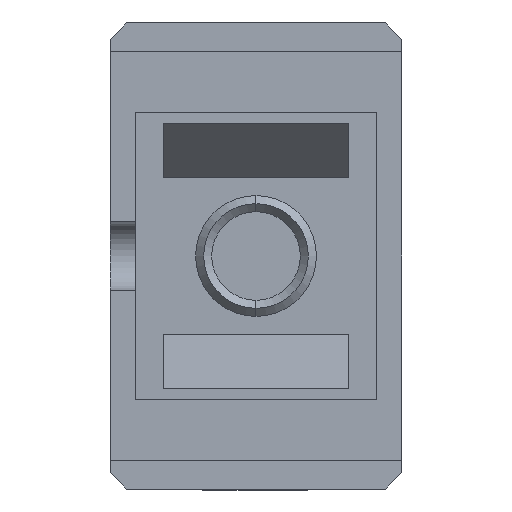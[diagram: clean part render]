
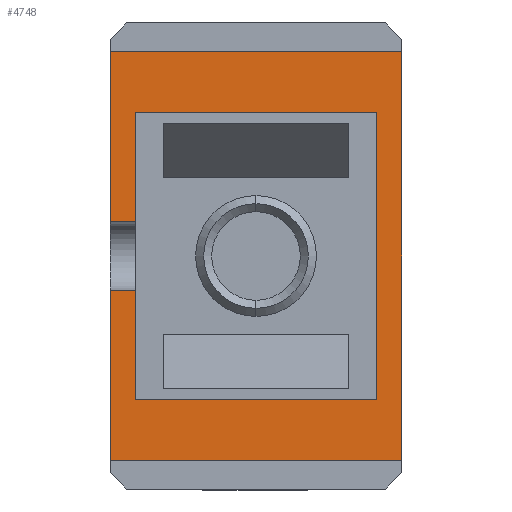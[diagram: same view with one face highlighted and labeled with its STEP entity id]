
A CAD part, front view. The second image highlights one B-rep face of the part: STEP entity #4748.
In plain terms, the highlighted planar face has unit normal (0, -1, 0).
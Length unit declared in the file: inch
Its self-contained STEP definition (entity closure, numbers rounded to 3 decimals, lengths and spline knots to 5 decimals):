
#330 = VERTEX_POINT ( 'NONE', #900 ) ;
#410 = CARTESIAN_POINT ( 'NONE',  ( -0.15, -0.54206, -0.178 ) ) ;
#509 = EDGE_CURVE ( 'NONE', #5755, #330, #1243, .T. ) ;
#516 = CARTESIAN_POINT ( 'NONE',  ( -0.1811, -0.54206, -0.0425 ) ) ;
#614 = LINE ( 'NONE', #4005, #1367 ) ;
#718 = CARTESIAN_POINT ( 'NONE',  ( -0.1811, -0.54206, -0.25394 ) ) ;
#736 = VECTOR ( 'NONE', #908, 39.37008 ) ;
#742 = EDGE_CURVE ( 'NONE', #4902, #3032, #5731, .T. ) ;
#788 = ORIENTED_EDGE ( 'NONE', *, *, #7044, .T. ) ;
#806 = DIRECTION ( 'NONE',  ( 0., 0., 1. ) ) ;
#900 = CARTESIAN_POINT ( 'NONE',  ( -0.1811, -0.54206, 0.0425 ) ) ;
#908 = DIRECTION ( 'NONE',  ( 0., 0., -1. ) ) ;
#933 = LINE ( 'NONE', #2610, #7138 ) ;
#942 = LINE ( 'NONE', #3836, #736 ) ;
#1044 = VERTEX_POINT ( 'NONE', #1147 ) ;
#1147 = CARTESIAN_POINT ( 'NONE',  ( -0.15, -0.54206, 0.178 ) ) ;
#1200 = CARTESIAN_POINT ( 'NONE',  ( 0.16373, -0.54206, 0.0425 ) ) ;
#1234 = CARTESIAN_POINT ( 'NONE',  ( 0.1811, -0.54206, 0.25394 ) ) ;
#1243 = LINE ( 'NONE', #1200, #3131 ) ;
#1367 = VECTOR ( 'NONE', #6849, 39.37008 ) ;
#1502 = EDGE_CURVE ( 'NONE', #3588, #6868, #933, .T. ) ;
#1532 = CARTESIAN_POINT ( 'NONE',  ( 0.1811, -0.54206, -0.25394 ) ) ;
#1742 = DIRECTION ( 'NONE',  ( 1., 0., 0. ) ) ;
#1929 = ORIENTED_EDGE ( 'NONE', *, *, #5052, .F. ) ;
#2055 = EDGE_CURVE ( 'NONE', #3032, #3648, #2644, .T. ) ;
#2542 = DIRECTION ( 'NONE',  ( 0., 0., 1. ) ) ;
#2549 = EDGE_CURVE ( 'NONE', #2591, #3588, #3802, .T. ) ;
#2591 = VERTEX_POINT ( 'NONE', #410 ) ;
#2610 = CARTESIAN_POINT ( 'NONE',  ( 0.16373, -0.54206, -0.0425 ) ) ;
#2644 = LINE ( 'NONE', #5075, #7033 ) ;
#2863 = VERTEX_POINT ( 'NONE', #6818 ) ;
#2952 = CARTESIAN_POINT ( 'NONE',  ( -0.1811, -0.54206, -0.25394 ) ) ;
#3032 = VERTEX_POINT ( 'NONE', #1234 ) ;
#3067 = FACE_OUTER_BOUND ( 'NONE', #6195, .T. ) ;
#3131 = VECTOR ( 'NONE', #5085, 39.37008 ) ;
#3150 = ORIENTED_EDGE ( 'NONE', *, *, #509, .F. ) ;
#3319 = CARTESIAN_POINT ( 'NONE',  ( -0.1811, -0.54206, -0.25394 ) ) ;
#3346 = VECTOR ( 'NONE', #806, 39.37008 ) ;
#3364 = VECTOR ( 'NONE', #7526, 39.37008 ) ;
#3423 = LINE ( 'NONE', #5707, #4833 ) ;
#3563 = EDGE_CURVE ( 'NONE', #5755, #1044, #4836, .T. ) ;
#3588 = VERTEX_POINT ( 'NONE', #5685 ) ;
#3600 = CARTESIAN_POINT ( 'NONE',  ( -0.15, -0.54206, -0.178 ) ) ;
#3640 = ORIENTED_EDGE ( 'NONE', *, *, #3563, .T. ) ;
#3648 = VERTEX_POINT ( 'NONE', #1532 ) ;
#3722 = DIRECTION ( 'NONE',  ( 0., 0., 1. ) ) ;
#3802 = LINE ( 'NONE', #4495, #3346 ) ;
#3818 = DIRECTION ( 'NONE',  ( 0., 0., -1. ) ) ;
#3836 = CARTESIAN_POINT ( 'NONE',  ( 0.15, -0.54206, 0.178 ) ) ;
#3886 = CARTESIAN_POINT ( 'NONE',  ( 0.15, -0.54206, -0.178 ) ) ;
#3888 = ORIENTED_EDGE ( 'NONE', *, *, #2055, .F. ) ;
#4005 = CARTESIAN_POINT ( 'NONE',  ( -0.1811, -0.54206, -0.25394 ) ) ;
#4054 = VECTOR ( 'NONE', #5357, 39.37008 ) ;
#4183 = LINE ( 'NONE', #3600, #4054 ) ;
#4222 = VERTEX_POINT ( 'NONE', #3886 ) ;
#4331 = CARTESIAN_POINT ( 'NONE',  ( -0.1811, -0.54206, 0.25394 ) ) ;
#4485 = EDGE_CURVE ( 'NONE', #2863, #4222, #942, .T. ) ;
#4495 = CARTESIAN_POINT ( 'NONE',  ( -0.15, -0.54206, 0.178 ) ) ;
#4533 = VECTOR ( 'NONE', #5200, 39.37008 ) ;
#4636 = EDGE_CURVE ( 'NONE', #3648, #5390, #5914, .T. ) ;
#4654 = AXIS2_PLACEMENT_3D ( 'NONE', #5468, #7094, #2542 ) ;
#4655 = ORIENTED_EDGE ( 'NONE', *, *, #742, .F. ) ;
#4748 = ADVANCED_FACE ( 'NONE', ( #3067 ), #7250, .T. ) ;
#4833 = VECTOR ( 'NONE', #1742, 39.37008 ) ;
#4836 = LINE ( 'NONE', #7215, #5491 ) ;
#4902 = VERTEX_POINT ( 'NONE', #4331 ) ;
#5052 = EDGE_CURVE ( 'NONE', #330, #4902, #614, .T. ) ;
#5075 = CARTESIAN_POINT ( 'NONE',  ( 0.1811, -0.54206, 0.25394 ) ) ;
#5085 = DIRECTION ( 'NONE',  ( -1., 0., 0. ) ) ;
#5200 = DIRECTION ( 'NONE',  ( -1., 0., 0. ) ) ;
#5243 = EDGE_CURVE ( 'NONE', #4222, #2591, #4183, .T. ) ;
#5357 = DIRECTION ( 'NONE',  ( -1., 0., 0. ) ) ;
#5390 = VERTEX_POINT ( 'NONE', #3319 ) ;
#5417 = VECTOR ( 'NONE', #5996, 39.37008 ) ;
#5435 = LINE ( 'NONE', #718, #5417 ) ;
#5452 = ORIENTED_EDGE ( 'NONE', *, *, #4485, .T. ) ;
#5468 = CARTESIAN_POINT ( 'NONE',  ( 0.1811, -0.54206, 0.25394 ) ) ;
#5491 = VECTOR ( 'NONE', #3722, 39.37008 ) ;
#5598 = DIRECTION ( 'NONE',  ( -1., 0., 0. ) ) ;
#5685 = CARTESIAN_POINT ( 'NONE',  ( -0.15, -0.54206, -0.0425 ) ) ;
#5706 = ORIENTED_EDGE ( 'NONE', *, *, #6623, .F. ) ;
#5707 = CARTESIAN_POINT ( 'NONE',  ( -0.15, -0.54206, 0.178 ) ) ;
#5731 = LINE ( 'NONE', #6925, #3364 ) ;
#5755 = VERTEX_POINT ( 'NONE', #7292 ) ;
#5914 = LINE ( 'NONE', #2952, #4533 ) ;
#5996 = DIRECTION ( 'NONE',  ( 0., 0., 1. ) ) ;
#6195 = EDGE_LOOP ( 'NONE', ( #6870, #7476, #5706, #7268, #3888, #4655, #1929, #3150, #3640, #788, #5452, #6691 ) ) ;
#6623 = EDGE_CURVE ( 'NONE', #5390, #6868, #5435, .T. ) ;
#6691 = ORIENTED_EDGE ( 'NONE', *, *, #5243, .T. ) ;
#6818 = CARTESIAN_POINT ( 'NONE',  ( 0.15, -0.54206, 0.178 ) ) ;
#6849 = DIRECTION ( 'NONE',  ( 0., 0., 1. ) ) ;
#6868 = VERTEX_POINT ( 'NONE', #516 ) ;
#6870 = ORIENTED_EDGE ( 'NONE', *, *, #2549, .T. ) ;
#6925 = CARTESIAN_POINT ( 'NONE',  ( -0.1811, -0.54206, 0.25394 ) ) ;
#7033 = VECTOR ( 'NONE', #3818, 39.37008 ) ;
#7044 = EDGE_CURVE ( 'NONE', #1044, #2863, #3423, .T. ) ;
#7094 = DIRECTION ( 'NONE',  ( 0., -1., 0. ) ) ;
#7138 = VECTOR ( 'NONE', #5598, 39.37008 ) ;
#7215 = CARTESIAN_POINT ( 'NONE',  ( -0.15, -0.54206, 0.178 ) ) ;
#7250 = PLANE ( 'NONE',  #4654 ) ;
#7268 = ORIENTED_EDGE ( 'NONE', *, *, #4636, .F. ) ;
#7292 = CARTESIAN_POINT ( 'NONE',  ( -0.15, -0.54206, 0.0425 ) ) ;
#7476 = ORIENTED_EDGE ( 'NONE', *, *, #1502, .T. ) ;
#7526 = DIRECTION ( 'NONE',  ( 1., 0., 0. ) ) ;
